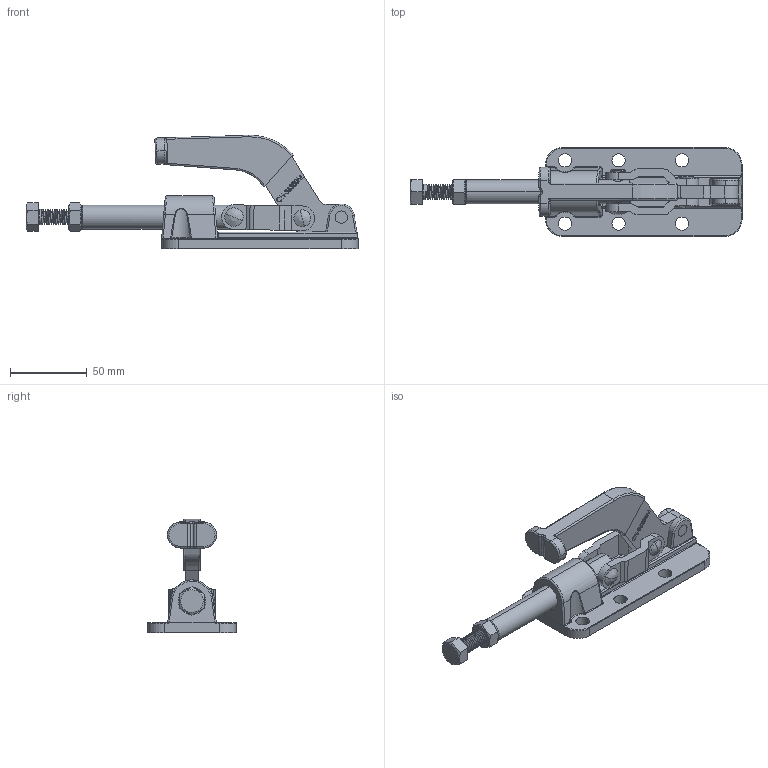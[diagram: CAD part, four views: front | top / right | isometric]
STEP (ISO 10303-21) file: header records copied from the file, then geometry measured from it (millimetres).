
FILE_DESCRIPTION (( 'STEP AP203' ), '1' );
FILE_NAME ('CH-36330M.STEP', '2010-06-07T09:45:45', ( '微软用户' ), ( '微软中国' ), 'SwSTEP 2.0', 'SolidWorks 2008', '' );
FILE_SCHEMA (( 'CONFIG_CONTROL_DESIGN' ));
Length unit declared in the file: millimetre
Products named in the file (11): CH-36330M-07_默认; CH-36330M-08_默认; CH-36330M-06_默认; CH-36330M; CH-36330M-01 BASE_默认; CH-36330M-02 CREST STALK_默认; CH-36330M-05_默认; M10 Nut_默认; CH-SA-105015 SPINDLE SUPPLIED_默认; CH-36330M-03 HANDLE_默认; CH-36330M-04 CONNECTING-PLATE_默认
Assembly tree (11 placements, depth 2):
  CH-36330M
    CH-36330M-06_默认
    M10 Nut_默认
    CH-36330M-02 CREST STALK_默认
    CH-36330M-08_默认
    CH-36330M-05_默认
    CH-36330M-07_默认
    CH-SA-105015 SPINDLE SUPPLIED_默认
    CH-36330M-04 CONNECTING-PLATE_默认  x2
    CH-36330M-03 HANDLE_默认
    CH-36330M-01 BASE_默认
Bounding box: 216.38 x 58 x 73.93 mm (x, y, z)
Volume: 140762.4 mm3; surface area: 54649 mm2
Topology: 11 solids, 11 shells, 823 faces, 2197 edges, 1418 vertices
Faces by surface type: cylinder 256, bspline 248, plane 245, torus 46, cone 28
Entity records: 41186 total; most frequent: CARTESIAN_POINT 22464, ORIENTED_EDGE 4240, DIRECTION 2790, EDGE_CURVE 2120, VERTEX_POINT 1374, VECTOR 986, LINE 986, AXIS2_PLACEMENT_3D 902
